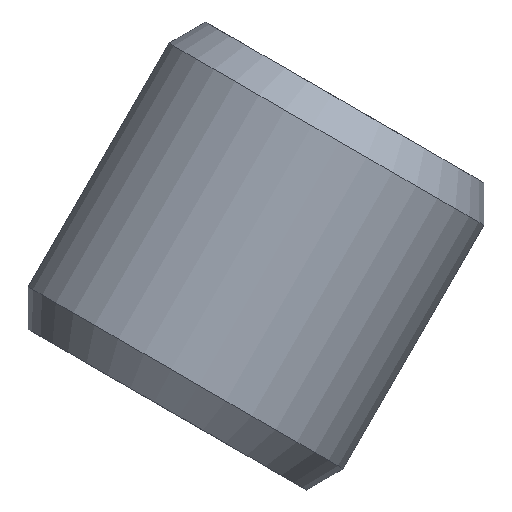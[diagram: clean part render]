
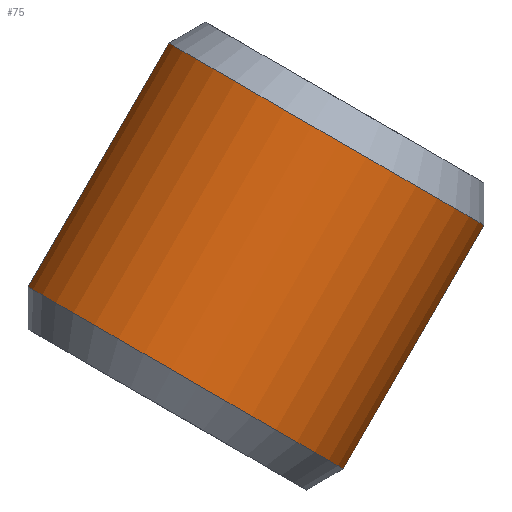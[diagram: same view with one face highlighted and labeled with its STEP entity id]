
A CAD part, isometric view. The second image highlights one B-rep face of the part: STEP entity #75.
In plain terms, the highlighted cylindrical face has radius 3.96 mm (diameter 7.92 mm), a full revolution.
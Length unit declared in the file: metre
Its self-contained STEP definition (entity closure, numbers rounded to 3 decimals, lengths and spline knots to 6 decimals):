
#22=ORIENTED_EDGE('',*,*,#32,.T.);
#23=ORIENTED_EDGE('',*,*,#31,.F.);
#31=EDGE_CURVE('',#37,#37,#43,.T.);
#32=EDGE_CURVE('',#38,#38,#44,.T.);
#37=VERTEX_POINT('',#140);
#38=VERTEX_POINT('',#143);
#43=CIRCLE('',#97,0.00396);
#44=CIRCLE('',#99,0.00396);
#52=EDGE_LOOP('',(#22));
#53=EDGE_LOOP('',(#23));
#64=FACE_BOUND('',#52,.T.);
#65=FACE_BOUND('',#53,.T.);
#71=CYLINDRICAL_SURFACE('',#98,0.00396);
#75=ADVANCED_FACE('',(#64,#65),#71,.T.);
#97=AXIS2_PLACEMENT_3D('',#139,#117,#118);
#98=AXIS2_PLACEMENT_3D('',#141,#119,#120);
#99=AXIS2_PLACEMENT_3D('',#142,#121,#122);
#117=DIRECTION('',(-0.707,0.,-0.707));
#118=DIRECTION('',(-0.707,0.,0.707));
#119=DIRECTION('',(-0.707,0.,-0.707));
#120=DIRECTION('',(-0.707,0.,0.707));
#121=DIRECTION('',(-0.707,0.,-0.707));
#122=DIRECTION('',(-0.707,0.,0.707));
#139=CARTESIAN_POINT('',(0.036693,0.,-0.002159));
#140=CARTESIAN_POINT('',(0.033893,0.,0.000641));
#141=CARTESIAN_POINT('',(0.038852,0.,0.));
#142=CARTESIAN_POINT('',(0.041011,0.,0.002159));
#143=CARTESIAN_POINT('',(0.038211,0.,0.004959));
